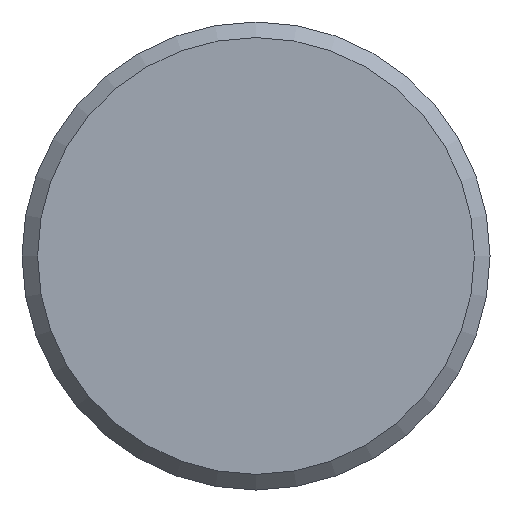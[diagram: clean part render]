
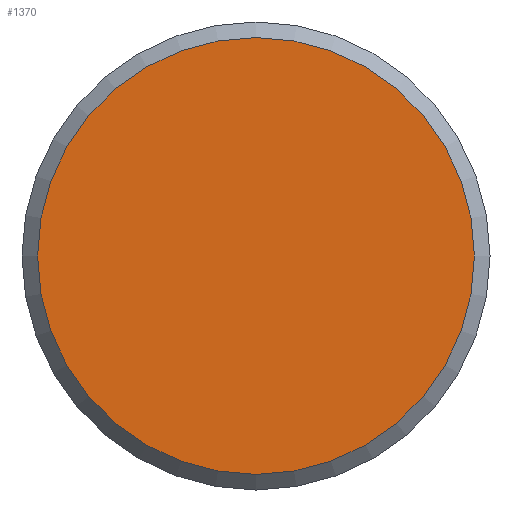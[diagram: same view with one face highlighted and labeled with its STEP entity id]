
A CAD part, front view. The second image highlights one B-rep face of the part: STEP entity #1370.
In plain terms, the highlighted planar face has unit normal (0, -1, 0).
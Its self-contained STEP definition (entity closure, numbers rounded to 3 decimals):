
#74=PLANE('',#1517);
#164=FACE_OUTER_BOUND('',#264,.T.);
#264=EDGE_LOOP('',(#957));
#503=CIRCLE('',#1516,14.);
#620=VERTEX_POINT('',#2238);
#749=EDGE_CURVE('',#620,#620,#503,.T.);
#957=ORIENTED_EDGE('',*,*,#749,.T.);
#1370=ADVANCED_FACE('',(#164),#74,.T.);
#1516=AXIS2_PLACEMENT_3D('',#2239,#1778,#1779);
#1517=AXIS2_PLACEMENT_3D('',#2241,#1781,#1782);
#1778=DIRECTION('center_axis',(0.,-1.,0.));
#1779=DIRECTION('ref_axis',(1.,0.,0.));
#1781=DIRECTION('center_axis',(0.,-1.,0.));
#1782=DIRECTION('ref_axis',(0.,0.,-1.));
#2238=CARTESIAN_POINT('',(-14.,-15.,0.));
#2239=CARTESIAN_POINT('Origin',(0.,-15.,0.));
#2241=CARTESIAN_POINT('Origin',(7.,-15.,0.));
